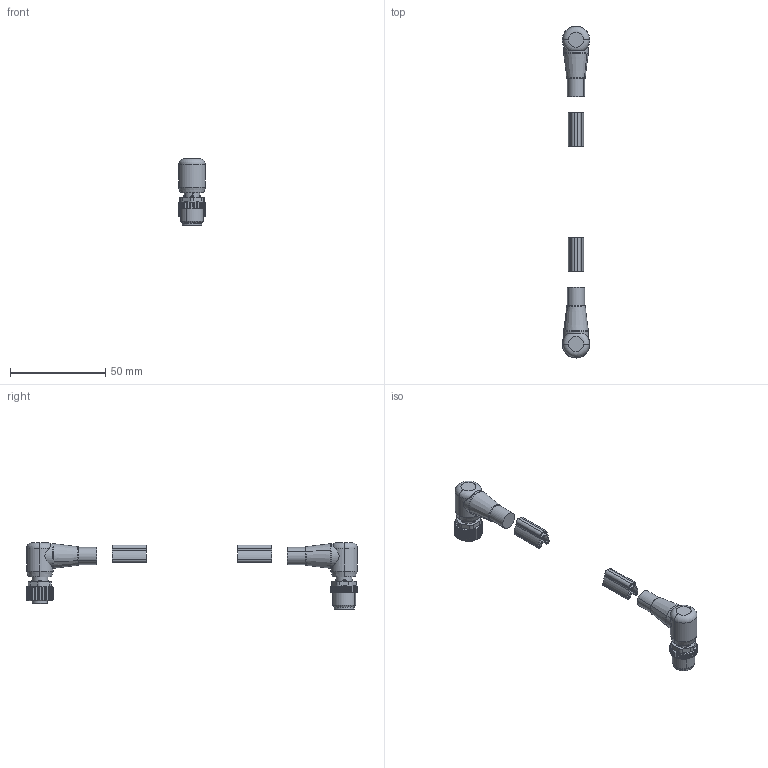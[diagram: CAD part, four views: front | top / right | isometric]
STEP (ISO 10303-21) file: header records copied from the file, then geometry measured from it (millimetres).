
FILE_DESCRIPTION(('CATIA V5 STEP Exchange','CAx-IF Rec.Pracs.--- Model Styling and Organization---1.4--- 2014-01-23'),'2;1');
FILE_NAME ('005127-2_0', '2023-02-08T13:55:30+00:00', ('none'), ('Weidmueller'), 'CATIA Version 5-6 Release 2016 SP3 HF44', 'CATIA V5 STEP AP214', 'none');
FILE_SCHEMA(('AUTOMOTIVE_DESIGN { 1 0 10303 214 1 1 1 1 }'));
Length unit declared in the file: millimetre
Products named in the file (1): 1061921000
Bounding box: 14.6 x 174.56 x 35 mm (x, y, z)
Volume: 13310.1 mm3; surface area: 12036.2 mm2
Topology: 25 solids, 25 shells, 1334 faces, 3316 edges, 2065 vertices
Faces by surface type: plane 512, cylinder 439, cone 180, torus 143, bspline 36, sphere 20, revolution 4
Entity records: 39590 total; most frequent: CARTESIAN_POINT 11363, ORIENTED_EDGE 6540, DIRECTION 4332, EDGE_CURVE 3270, AXIS2_PLACEMENT_3D 2126, VERTEX_POINT 2065, EDGE_LOOP 1459, ADVANCED_FACE 1334
